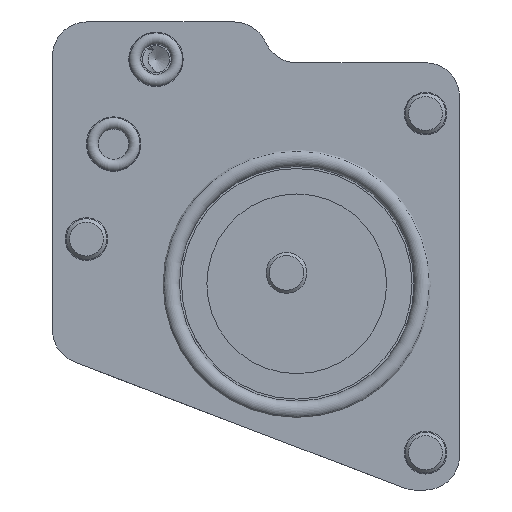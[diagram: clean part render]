
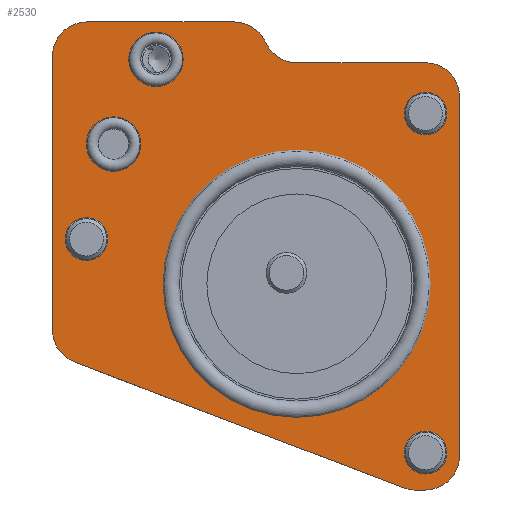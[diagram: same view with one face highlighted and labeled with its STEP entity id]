
A CAD part, front view. The second image highlights one B-rep face of the part: STEP entity #2530.
In plain terms, the highlighted planar face has unit normal (0, -1, 0).
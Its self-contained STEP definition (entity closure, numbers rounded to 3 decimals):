
#111=CIRCLE('',#2699,5.);
#113=CIRCLE('',#2704,5.);
#115=CIRCLE('',#2707,5.);
#117=CIRCLE('',#2710,5.);
#119=CIRCLE('',#2714,5.);
#121=CIRCLE('',#2718,5.);
#123=CIRCLE('',#2721,5.);
#124=CIRCLE('',#2723,3.15);
#125=CIRCLE('',#2724,3.15);
#126=CIRCLE('',#2725,3.15);
#127=CIRCLE('',#2726,19.5);
#128=CIRCLE('',#2727,3.9);
#129=CIRCLE('',#2728,3.9);
#358=ORIENTED_EDGE('',*,*,#808,.T.);
#359=ORIENTED_EDGE('',*,*,#809,.T.);
#360=ORIENTED_EDGE('',*,*,#810,.T.);
#361=ORIENTED_EDGE('',*,*,#811,.T.);
#362=ORIENTED_EDGE('',*,*,#812,.T.);
#363=ORIENTED_EDGE('',*,*,#813,.T.);
#364=ORIENTED_EDGE('',*,*,#807,.F.);
#365=ORIENTED_EDGE('',*,*,#761,.F.);
#366=ORIENTED_EDGE('',*,*,#805,.F.);
#367=ORIENTED_EDGE('',*,*,#803,.F.);
#368=ORIENTED_EDGE('',*,*,#800,.F.);
#369=ORIENTED_EDGE('',*,*,#797,.F.);
#370=ORIENTED_EDGE('',*,*,#794,.F.);
#371=ORIENTED_EDGE('',*,*,#777,.F.);
#372=ORIENTED_EDGE('',*,*,#791,.F.);
#373=ORIENTED_EDGE('',*,*,#773,.F.);
#374=ORIENTED_EDGE('',*,*,#789,.F.);
#375=ORIENTED_EDGE('',*,*,#787,.F.);
#376=ORIENTED_EDGE('',*,*,#781,.F.);
#377=ORIENTED_EDGE('',*,*,#765,.F.);
#761=EDGE_CURVE('',#993,#984,#1183,.T.);
#765=EDGE_CURVE('',#997,#998,#1187,.T.);
#773=EDGE_CURVE('',#1005,#1006,#1195,.T.);
#777=EDGE_CURVE('',#1009,#1010,#1199,.T.);
#781=EDGE_CURVE('',#998,#1011,#111,.F.);
#787=EDGE_CURVE('',#1011,#1014,#1206,.T.);
#789=EDGE_CURVE('',#1014,#1005,#113,.F.);
#791=EDGE_CURVE('',#1006,#1009,#115,.F.);
#794=EDGE_CURVE('',#1010,#1018,#117,.F.);
#797=EDGE_CURVE('',#1018,#1020,#1210,.T.);
#800=EDGE_CURVE('',#1020,#1022,#119,.T.);
#803=EDGE_CURVE('',#1022,#1024,#1214,.T.);
#805=EDGE_CURVE('',#1024,#993,#121,.F.);
#807=EDGE_CURVE('',#984,#997,#123,.F.);
#808=EDGE_CURVE('',#1026,#1026,#124,.T.);
#809=EDGE_CURVE('',#1027,#1027,#125,.T.);
#810=EDGE_CURVE('',#1028,#1028,#126,.T.);
#811=EDGE_CURVE('',#1029,#1029,#127,.T.);
#812=EDGE_CURVE('',#1030,#1030,#128,.T.);
#813=EDGE_CURVE('',#1031,#1031,#129,.T.);
#984=VERTEX_POINT('',#3634);
#993=VERTEX_POINT('',#3651);
#997=VERTEX_POINT('',#3660);
#998=VERTEX_POINT('',#3662);
#1005=VERTEX_POINT('',#3677);
#1006=VERTEX_POINT('',#3679);
#1009=VERTEX_POINT('',#3686);
#1010=VERTEX_POINT('',#3688);
#1011=VERTEX_POINT('',#3692);
#1014=VERTEX_POINT('',#3700);
#1018=VERTEX_POINT('',#3716);
#1020=VERTEX_POINT('',#3722);
#1022=VERTEX_POINT('',#3728);
#1024=VERTEX_POINT('',#3734);
#1026=VERTEX_POINT('',#3746);
#1027=VERTEX_POINT('',#3748);
#1028=VERTEX_POINT('',#3750);
#1029=VERTEX_POINT('',#3752);
#1030=VERTEX_POINT('',#3754);
#1031=VERTEX_POINT('',#3756);
#1183=LINE('',#3652,#1276);
#1187=LINE('',#3661,#1280);
#1195=LINE('',#3678,#1288);
#1199=LINE('',#3687,#1292);
#1206=LINE('',#3707,#1299);
#1210=LINE('',#3725,#1303);
#1214=LINE('',#3737,#1307);
#1276=VECTOR('',#2987,1000.);
#1280=VECTOR('',#2993,1000.);
#1288=VECTOR('',#3003,1000.);
#1292=VECTOR('',#3009,1000.);
#1299=VECTOR('',#3026,1000.);
#1303=VECTOR('',#3050,1000.);
#1307=VECTOR('',#3062,1000.);
#1375=EDGE_LOOP('',(#358));
#1376=EDGE_LOOP('',(#359));
#1377=EDGE_LOOP('',(#360));
#1378=EDGE_LOOP('',(#361));
#1379=EDGE_LOOP('',(#362));
#1380=EDGE_LOOP('',(#363));
#1381=EDGE_LOOP('',(#364,#365,#366,#367,#368,#369,#370,#371,#372,#373,#374,
#375,#376,#377));
#1620=FACE_BOUND('',#1375,.T.);
#1621=FACE_BOUND('',#1376,.T.);
#1622=FACE_BOUND('',#1377,.T.);
#1623=FACE_BOUND('',#1378,.T.);
#1624=FACE_BOUND('',#1379,.T.);
#1625=FACE_BOUND('',#1380,.T.);
#1626=FACE_BOUND('',#1381,.T.);
#1862=PLANE('',#2722);
#2530=ADVANCED_FACE('',(#1620,#1621,#1622,#1623,#1624,#1625,#1626),#1862,
 .F.);
#2699=AXIS2_PLACEMENT_3D('',#3695,#3016,#3017);
#2704=AXIS2_PLACEMENT_3D('',#3710,#3031,#3032);
#2707=AXIS2_PLACEMENT_3D('',#3713,#3037,#3038);
#2710=AXIS2_PLACEMENT_3D('',#3719,#3044,#3045);
#2714=AXIS2_PLACEMENT_3D('',#3731,#3056,#3057);
#2718=AXIS2_PLACEMENT_3D('',#3740,#3067,#3068);
#2721=AXIS2_PLACEMENT_3D('',#3743,#3073,#3074);
#2722=AXIS2_PLACEMENT_3D('',#3744,#3075,#3076);
#2723=AXIS2_PLACEMENT_3D('',#3745,#3077,#3078);
#2724=AXIS2_PLACEMENT_3D('',#3747,#3079,#3080);
#2725=AXIS2_PLACEMENT_3D('',#3749,#3081,#3082);
#2726=AXIS2_PLACEMENT_3D('',#3751,#3083,#3084);
#2727=AXIS2_PLACEMENT_3D('',#3753,#3085,#3086);
#2728=AXIS2_PLACEMENT_3D('',#3755,#3087,#3088);
#2987=DIRECTION('',(0.,0.,-1.));
#2993=DIRECTION('',(-1.,0.,0.));
#3003=DIRECTION('',(0.,0.,1.));
#3009=DIRECTION('',(1.,0.,0.));
#3016=DIRECTION('',(0.,-1.,0.));
#3017=DIRECTION('',(0.,0.,-1.));
#3026=DIRECTION('',(-0.934,0.,0.357));
#3031=DIRECTION('',(0.,-1.,0.));
#3032=DIRECTION('',(0.,0.,-1.));
#3037=DIRECTION('',(0.,-1.,0.));
#3038=DIRECTION('',(0.,0.,-1.));
#3044=DIRECTION('',(0.,-1.,0.));
#3045=DIRECTION('',(0.,0.,-1.));
#3050=DIRECTION('',(0.471,0.,-0.882));
#3056=DIRECTION('',(0.,-1.,0.));
#3057=DIRECTION('',(0.,0.,-1.));
#3062=DIRECTION('',(1.,0.,0.));
#3067=DIRECTION('',(0.,-1.,0.));
#3068=DIRECTION('',(0.,0.,-1.));
#3073=DIRECTION('',(0.,-1.,0.));
#3074=DIRECTION('',(0.,0.,-1.));
#3075=DIRECTION('',(0.,1.,0.));
#3076=DIRECTION('',(0.,0.,1.));
#3077=DIRECTION('',(0.,1.,0.));
#3078=DIRECTION('',(0.,0.,1.));
#3079=DIRECTION('',(0.,1.,0.));
#3080=DIRECTION('',(0.,0.,1.));
#3081=DIRECTION('',(0.,1.,0.));
#3082=DIRECTION('',(0.,0.,1.));
#3083=DIRECTION('',(0.,1.,0.));
#3084=DIRECTION('',(0.,0.,-1.));
#3085=DIRECTION('',(0.,1.,0.));
#3086=DIRECTION('',(0.,0.,-1.));
#3087=DIRECTION('',(0.,1.,0.));
#3088=DIRECTION('',(0.,0.,-1.));
#3634=CARTESIAN_POINT('',(0.,0.,5.));
#3651=CARTESIAN_POINT('',(0.,0.,58.));
#3652=CARTESIAN_POINT('',(0.,0.,69.));
#3660=CARTESIAN_POINT('',(-5.,0.,0.));
#3661=CARTESIAN_POINT('',(0.,0.,0.));
#3662=CARTESIAN_POINT('',(-6.676,0.,0.));
#3677=CARTESIAN_POINT('',(-60.,0.,23.55));
#3678=CARTESIAN_POINT('',(-60.,0.,0.));
#3679=CARTESIAN_POINT('',(-60.,0.,64.));
#3686=CARTESIAN_POINT('',(-55.,0.,69.));
#3687=CARTESIAN_POINT('',(-60.,0.,69.));
#3688=CARTESIAN_POINT('',(-33.2,0.,69.));
#3692=CARTESIAN_POINT('',(-8.286,0.,0.327));
#3695=CARTESIAN_POINT('',(-6.5,0.,4.997));
#3700=CARTESIAN_POINT('',(-56.786,0.,18.88));
#3707=CARTESIAN_POINT('',(-8.286,0.,0.327));
#3710=CARTESIAN_POINT('',(-55.,0.,23.55));
#3713=CARTESIAN_POINT('',(-55.,0.,64.));
#3716=CARTESIAN_POINT('',(-28.788,0.,66.353));
#3719=CARTESIAN_POINT('',(-33.2,0.,64.));
#3722=CARTESIAN_POINT('',(-28.412,0.,65.647));
#3725=CARTESIAN_POINT('',(-28.412,0.,65.647));
#3728=CARTESIAN_POINT('',(-24.,0.,63.));
#3731=CARTESIAN_POINT('',(-24.,0.,68.));
#3734=CARTESIAN_POINT('',(-5.,0.,63.));
#3737=CARTESIAN_POINT('',(-5.,0.,63.));
#3740=CARTESIAN_POINT('',(-5.,0.,58.));
#3743=CARTESIAN_POINT('',(-5.,0.,5.));
#3744=CARTESIAN_POINT('',(0.,0.,0.));
#3745=CARTESIAN_POINT('',(-5.,0.,5.5));
#3746=CARTESIAN_POINT('',(-5.,0.,8.65));
#3747=CARTESIAN_POINT('',(-55.,0.,37.));
#3748=CARTESIAN_POINT('',(-55.,0.,40.15));
#3749=CARTESIAN_POINT('',(-5.,0.,55.5));
#3750=CARTESIAN_POINT('',(-5.,0.,58.65));
#3751=CARTESIAN_POINT('',(-24.,0.,30.4));
#3752=CARTESIAN_POINT('',(-24.,0.,10.9));
#3753=CARTESIAN_POINT('',(-51.,0.,51.));
#3754=CARTESIAN_POINT('',(-51.,0.,47.1));
#3755=CARTESIAN_POINT('',(-44.75,0.,63.5));
#3756=CARTESIAN_POINT('',(-44.75,0.,59.6));
